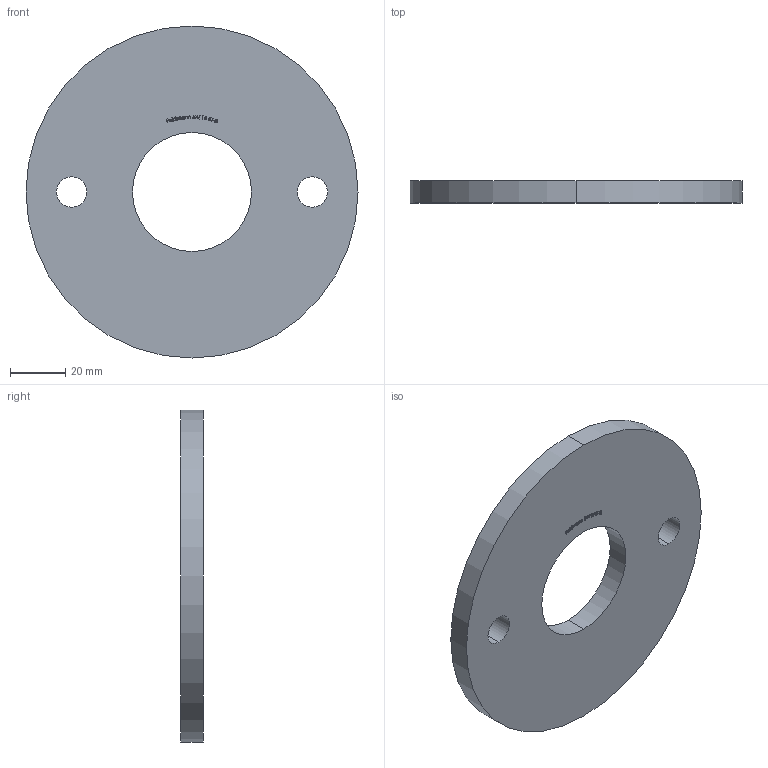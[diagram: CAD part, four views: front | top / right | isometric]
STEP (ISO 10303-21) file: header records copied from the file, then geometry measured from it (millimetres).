
FILE_DESCRIPTION (( 'STEP AP203' ), '1' );
FILE_NAME ('54115-ST-8.step', '2019-04-03T11:42:20', ( '' ), ( '' ), 'SwSTEP 2.0', 'SolidWorks 2015', '' );
FILE_SCHEMA (( 'CONFIG_CONTROL_DESIGN' ));
Length unit declared in the file: millimetre
Products named in the file (1): 54115-ST-8
Bounding box: 120 x 8 x 120 mm (x, y, z)
Volume: 77339.2 mm3; surface area: 23993.6 mm2
Topology: 1 solids, 1 shells, 239 faces, 639 edges, 426 vertices
Faces by surface type: plane 135, bspline 96, cylinder 8
Entity records: 12230 total; most frequent: CARTESIAN_POINT 6809, ORIENTED_EDGE 1278, DIRECTION 751, EDGE_CURVE 639, VECTOR 431, LINE 431, VERTEX_POINT 426, EDGE_LOOP 269
